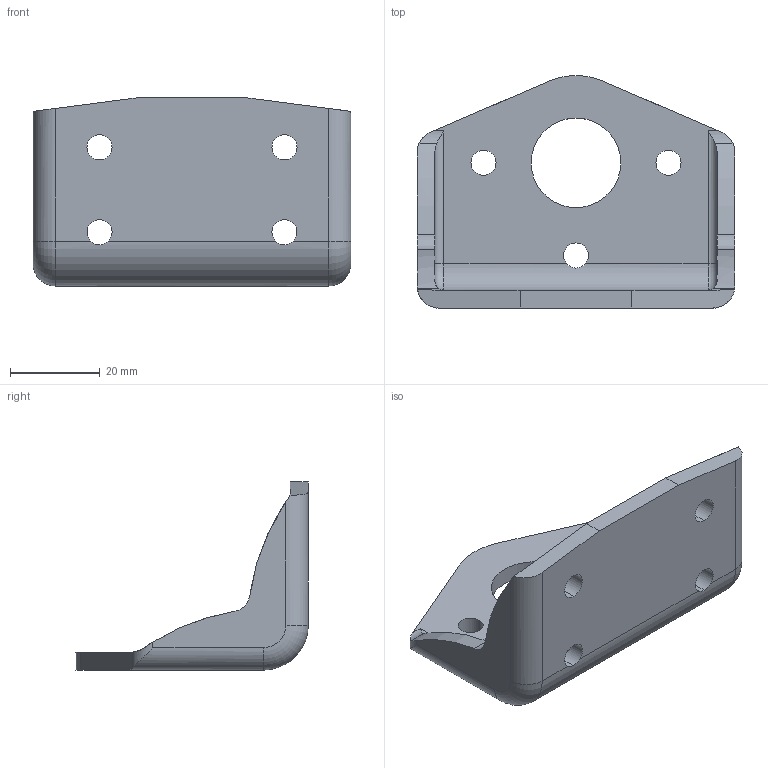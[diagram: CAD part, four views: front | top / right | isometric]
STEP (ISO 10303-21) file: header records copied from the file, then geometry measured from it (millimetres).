
FILE_DESCRIPTION (( 'STEP AP214' ), '1' );
FILE_NAME ('04283-Bracket For In Line Toggle Clamp Stainless Steel 51x70mm.STEP', '2018-10-11T03:41:51', ( '' ), ( '' ), 'SwSTEP 2.0', 'SolidWorks 2018', '' );
FILE_SCHEMA (( 'AUTOMOTIVE_DESIGN' ));
Length unit declared in the file: millimetre
Products named in the file (1): 04283-Bracket For In Line Toggle Clamp Stainless Steel 51x70mm
Bounding box: 71 x 51.95 x 42 mm (x, y, z)
Volume: 22970.5 mm3; surface area: 13185 mm2
Topology: 1 solids, 1 shells, 325 faces, 898 edges, 596 vertices
Faces by surface type: plane 169, bspline 113, cylinder 39, torus 4
Entity records: 16868 total; most frequent: CARTESIAN_POINT 9305, ORIENTED_EDGE 1796, DIRECTION 1126, EDGE_CURVE 898, VERTEX_POINT 596, LINE 572, VECTOR 572, EDGE_LOOP 362
